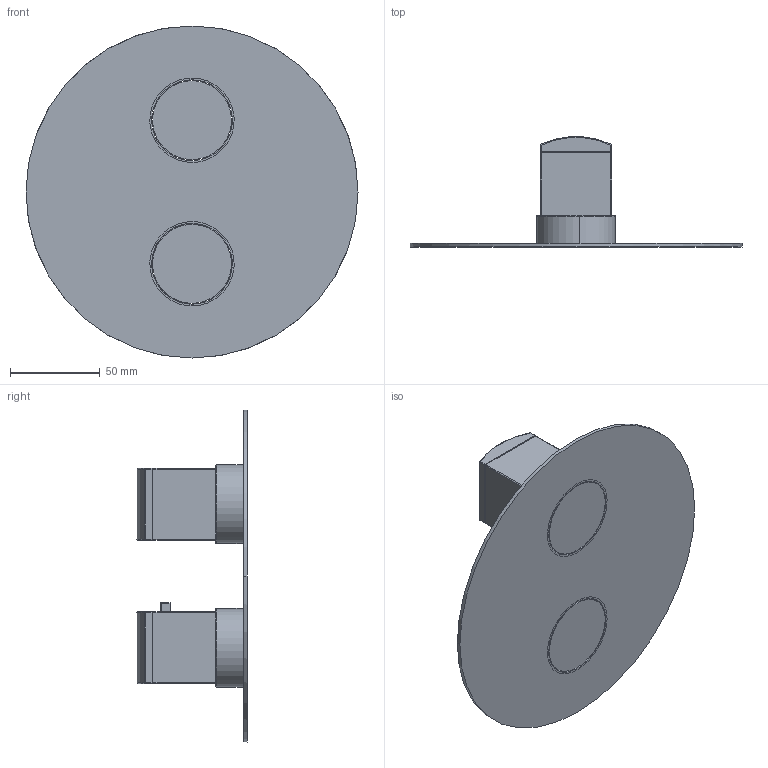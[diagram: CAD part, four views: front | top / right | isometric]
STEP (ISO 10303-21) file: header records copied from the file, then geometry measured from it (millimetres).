
FILE_DESCRIPTION(('CATIA V5 STEP Exchange','CAx-IF Rec.Pracs.--- Composite Materials ---3.4---2017-06-13'),'2;1');
FILE_NAME('DD0BT030.stp','2021-11-12T15:26:22+00:00',('none'),('none'),'CATIA Version 5-6 Release 2020 SP2','CATIA V5 STEP AP203 v2','none');
FILE_SCHEMA(('CONFIG_CONTROL_DESIGN'));
Length unit declared in the file: millimetre
Products named in the file (1): Product1_AllCATPart
Bounding box: 185 x 61.49 x 185 mm (x, y, z)
Volume: 236872.3 mm3; surface area: 74735.2 mm2
Topology: 3 solids, 3 shells, 111 faces, 258 edges, 150 vertices
Faces by surface type: plane 55, cylinder 38, sphere 10, torus 8
Entity records: 2926 total; most frequent: CARTESIAN_POINT 641, ORIENTED_EDGE 496, DIRECTION 368, EDGE_CURVE 248, AXIS2_PLACEMENT_3D 175, VERTEX_POINT 150, VECTOR 124, LINE 124
